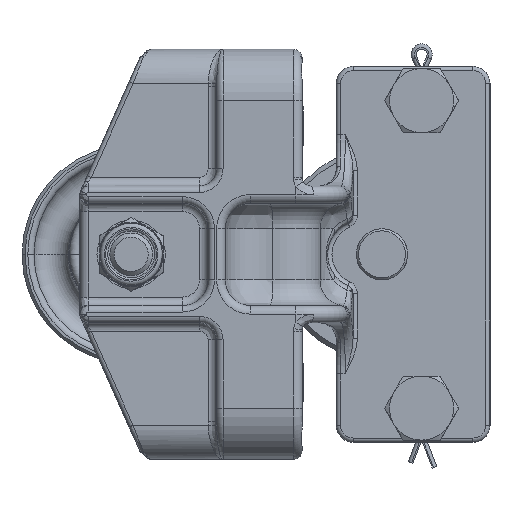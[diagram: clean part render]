
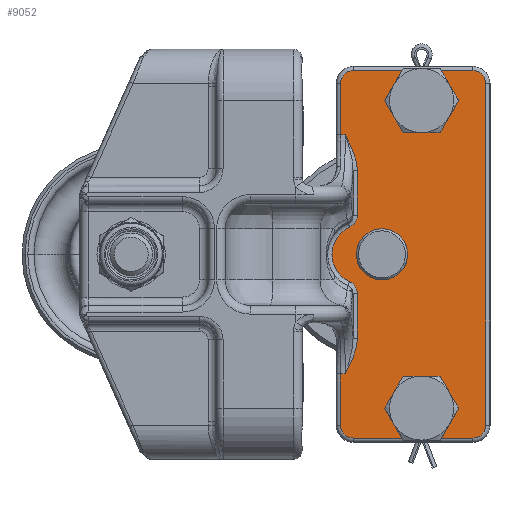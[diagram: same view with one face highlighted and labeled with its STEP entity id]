
A CAD part, left-side view. The second image highlights one B-rep face of the part: STEP entity #9052.
In plain terms, the highlighted face is planar.
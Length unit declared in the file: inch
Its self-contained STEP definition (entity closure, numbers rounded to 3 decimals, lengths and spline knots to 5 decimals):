
#845=CARTESIAN_POINT('',(1.07813,1.,1.25));
#846=VERTEX_POINT('',#845);
#847=CARTESIAN_POINT('',(0.75,1.,1.25));
#848=DIRECTION('',(0.0,0.0,-1.0));
#849=DIRECTION('',(1.0,0.0,0.0));
#850=AXIS2_PLACEMENT_3D('',#847,#848,#849);
#851=CIRCLE('',#850,0.32813);
#852=EDGE_CURVE('',#846,#846,#851,.T.);
#873=CARTESIAN_POINT('',(5.57813,1.,1.25));
#874=VERTEX_POINT('',#873);
#875=CARTESIAN_POINT('',(5.25,1.0,1.25));
#876=DIRECTION('',(0.0,0.0,-1.0));
#877=DIRECTION('',(1.0,0.0,0.0));
#878=AXIS2_PLACEMENT_3D('',#875,#876,#877);
#879=CIRCLE('',#878,0.32813);
#880=EDGE_CURVE('',#874,#874,#879,.T.);
#901=CARTESIAN_POINT('',(2.625,1.58,1.25));
#902=VERTEX_POINT('',#901);
#903=CARTESIAN_POINT('',(3.0,1.58,1.25));
#904=DIRECTION('',(0.0,0.0,-1.0));
#905=DIRECTION('',(1.0,0.0,0.0));
#906=AXIS2_PLACEMENT_3D('',#903,#904,#905);
#907=CIRCLE('',#906,0.375);
#908=EDGE_CURVE('',#902,#902,#907,.T.);
#8456=CARTESIAN_POINT('',(5.6875,2.0,1.25));
#8457=VERTEX_POINT('',#8456);
#8465=CARTESIAN_POINT('',(5.6875,0.25,1.25));
#8466=VERTEX_POINT('',#8465);
#8467=CARTESIAN_POINT('',(5.6875,2.0,1.25));
#8468=DIRECTION('',(0.0,-1.0,0.0));
#8469=VECTOR('',#8468,1.75);
#8470=LINE('',#8467,#8469);
#8471=EDGE_CURVE('',#8457,#8466,#8470,.T.);
#8496=CARTESIAN_POINT('',(5.5,2.1875,1.25));
#8497=VERTEX_POINT('',#8496);
#8505=CARTESIAN_POINT('',(5.5,2.0,1.25));
#8506=DIRECTION('',(0.,0.,-1.0));
#8507=DIRECTION('',(0.707,0.707,0.));
#8508=AXIS2_PLACEMENT_3D('',#8505,#8506,#8507);
#8509=CIRCLE('',#8508,0.1875);
#8510=EDGE_CURVE('',#8497,#8457,#8509,.T.);
#8528=CARTESIAN_POINT('',(5.5,0.0625,1.25));
#8529=VERTEX_POINT('',#8528);
#8547=CARTESIAN_POINT('',(5.5,0.25,1.25));
#8548=DIRECTION('',(0.,0.,-1.0));
#8549=DIRECTION('',(0.707,-0.707,0.));
#8550=AXIS2_PLACEMENT_3D('',#8547,#8548,#8549);
#8551=CIRCLE('',#8550,0.1875);
#8552=EDGE_CURVE('',#8466,#8529,#8551,.T.);
#8562=CARTESIAN_POINT('',(4.75,2.1875,1.25));
#8563=VERTEX_POINT('',#8562);
#8571=CARTESIAN_POINT('',(4.75,2.1875,1.25));
#8572=DIRECTION('',(1.0,0.0,0.0));
#8573=VECTOR('',#8572,0.75);
#8574=LINE('',#8571,#8573);
#8575=EDGE_CURVE('',#8563,#8497,#8574,.T.);
#8587=CARTESIAN_POINT('',(0.5,0.0625,1.25));
#8588=VERTEX_POINT('',#8587);
#8605=CARTESIAN_POINT('',(5.5,0.0625,1.25));
#8606=DIRECTION('',(-1.0,0.0,0.0));
#8607=VECTOR('',#8606,5.);
#8608=LINE('',#8605,#8607);
#8609=EDGE_CURVE('',#8529,#8588,#8608,.T.);
#8645=CARTESIAN_POINT('',(0.3125,0.25,1.25));
#8646=VERTEX_POINT('',#8645);
#8664=CARTESIAN_POINT('',(0.5,0.25,1.25));
#8665=DIRECTION('',(0.,0.,-1.0));
#8666=DIRECTION('',(-0.707,-0.707,0.));
#8667=AXIS2_PLACEMENT_3D('',#8664,#8665,#8666);
#8668=CIRCLE('',#8667,0.1875);
#8669=EDGE_CURVE('',#8588,#8646,#8668,.T.);
#8748=CARTESIAN_POINT('',(0.3125,2.0,1.25));
#8749=VERTEX_POINT('',#8748);
#8766=CARTESIAN_POINT('',(0.3125,0.25,1.25));
#8767=DIRECTION('',(0.0,1.0,0.0));
#8768=VECTOR('',#8767,1.75);
#8769=LINE('',#8766,#8768);
#8770=EDGE_CURVE('',#8646,#8749,#8769,.T.);
#8780=CARTESIAN_POINT('',(0.5,2.1875,1.25));
#8781=VERTEX_POINT('',#8780);
#8799=CARTESIAN_POINT('',(0.5,2.0,1.25));
#8800=DIRECTION('',(0.,0.,-1.0));
#8801=DIRECTION('',(-0.707,0.707,0.));
#8802=AXIS2_PLACEMENT_3D('',#8799,#8800,#8801);
#8803=CIRCLE('',#8802,0.1875);
#8804=EDGE_CURVE('',#8749,#8781,#8803,.T.);
#8814=CARTESIAN_POINT('',(1.25,2.1875,1.25));
#8815=VERTEX_POINT('',#8814);
#8832=CARTESIAN_POINT('',(0.5,2.1875,1.25));
#8833=DIRECTION('',(1.0,0.0,0.0));
#8834=VECTOR('',#8833,0.75);
#8835=LINE('',#8832,#8834);
#8836=EDGE_CURVE('',#8781,#8815,#8835,.T.);
#8942=CARTESIAN_POINT('',(6.0,0.,1.25));
#8943=DIRECTION('',(0.0,0.0,-1.0));
#8944=DIRECTION('',(-1.0,0.0,0.0));
#8945=AXIS2_PLACEMENT_3D('',#8942,#8943,#8944);
#8946=PLANE('',#8945);
#8947=ORIENTED_EDGE('',*,*,#8836,.F.);
#8948=ORIENTED_EDGE('',*,*,#8804,.F.);
#8949=ORIENTED_EDGE('',*,*,#8770,.F.);
#8950=ORIENTED_EDGE('',*,*,#8669,.F.);
#8951=ORIENTED_EDGE('',*,*,#8609,.F.);
#8952=ORIENTED_EDGE('',*,*,#8552,.F.);
#8953=ORIENTED_EDGE('',*,*,#8471,.F.);
#8954=ORIENTED_EDGE('',*,*,#8510,.F.);
#8955=ORIENTED_EDGE('',*,*,#8575,.F.);
#8956=CARTESIAN_POINT('',(4.75,2.11656,1.25));
#8957=VERTEX_POINT('',#8956);
#8958=CARTESIAN_POINT('',(4.75,2.11656,1.25));
#8959=DIRECTION('',(0.0,1.0,0.0));
#8960=VECTOR('',#8959,0.07094);
#8961=LINE('',#8958,#8960);
#8962=EDGE_CURVE('',#8957,#8563,#8961,.T.);
#8963=ORIENTED_EDGE('',*,*,#8962,.F.);
#8964=CARTESIAN_POINT('',(4.22577,1.94172,1.25));
#8965=VERTEX_POINT('',#8964);
#8966=CARTESIAN_POINT('',(4.22577,1.94172,1.25));
#8967=CARTESIAN_POINT('',(4.2999,1.94172,1.25));
#8968=CARTESIAN_POINT('',(4.41109,1.96505,1.25));
#8969=CARTESIAN_POINT('',(4.58366,2.03099,1.25));
#8970=CARTESIAN_POINT('',(4.68364,2.08191,1.25));
#8971=CARTESIAN_POINT('',(4.74956,2.11634,1.25));
#8972=CARTESIAN_POINT('',(4.74978,2.11645,1.25));
#8973=CARTESIAN_POINT('',(4.75,2.11656,1.25));
#8974=B_SPLINE_CURVE_WITH_KNOTS('',3,(#8966,#8967,#8968,#8969,#8970,#8971,#8972,#8973),.UNSPECIFIED.,.F.,.U.,(4,1,1,2,4),(-1.41216,-0.8473,-0.56487,0.0,0.00189),.UNSPECIFIED.);
#8975=EDGE_CURVE('',#8965,#8957,#8974,.T.);
#8976=ORIENTED_EDGE('',*,*,#8975,.F.);
#8977=CARTESIAN_POINT('',(3.57117,1.94172,1.25));
#8978=VERTEX_POINT('',#8977);
#8979=CARTESIAN_POINT('',(3.57117,1.94172,1.25));
#8980=DIRECTION('',(1.0,0.0,0.0));
#8981=VECTOR('',#8980,0.65461);
#8982=LINE('',#8979,#8981);
#8983=EDGE_CURVE('',#8978,#8965,#8982,.T.);
#8984=ORIENTED_EDGE('',*,*,#8983,.F.);
#8985=CARTESIAN_POINT('',(3.39953,2.05327,1.25));
#8986=VERTEX_POINT('',#8985);
#8987=CARTESIAN_POINT('',(3.39953,2.05327,1.25));
#8988=CARTESIAN_POINT('',(3.41205,2.02521,1.25));
#8989=CARTESIAN_POINT('',(3.45791,1.9665,1.25));
#8990=CARTESIAN_POINT('',(3.53019,1.94172,1.25));
#8991=CARTESIAN_POINT('',(3.57117,1.94172,1.25));
#8992=B_SPLINE_CURVE_WITH_KNOTS('',3,(#8987,#8988,#8989,#8990,#8991),.UNSPECIFIED.,.F.,.U.,(4,1,4),(-0.54642,-0.31224,0.0),.UNSPECIFIED.);
#8993=EDGE_CURVE('',#8986,#8978,#8992,.T.);
#8994=ORIENTED_EDGE('',*,*,#8993,.F.);
#8995=CARTESIAN_POINT('',(2.60047,2.05327,1.25));
#8996=VERTEX_POINT('',#8995);
#8997=CARTESIAN_POINT('',(3.0,1.875,1.25));
#8998=DIRECTION('',(0.0,0.0,-1.0));
#8999=DIRECTION('',(0.0,1.0,0.0));
#9000=AXIS2_PLACEMENT_3D('',#8997,#8998,#8999);
#9001=CIRCLE('',#9000,0.4375);
#9002=EDGE_CURVE('',#8996,#8986,#9001,.T.);
#9003=ORIENTED_EDGE('',*,*,#9002,.F.);
#9004=CARTESIAN_POINT('',(2.42883,1.94172,1.25));
#9005=VERTEX_POINT('',#9004);
#9006=CARTESIAN_POINT('',(2.42883,1.94172,1.25));
#9007=CARTESIAN_POINT('',(2.45957,1.94172,1.25));
#9008=CARTESIAN_POINT('',(2.53185,1.95982,1.25));
#9009=CARTESIAN_POINT('',(2.58377,2.01585,1.25));
#9010=CARTESIAN_POINT('',(2.60047,2.05327,1.25));
#9011=B_SPLINE_CURVE_WITH_KNOTS('',3,(#9006,#9007,#9008,#9009,#9010),.UNSPECIFIED.,.F.,.U.,(4,1,4),(-0.54642,-0.31224,0.0),.UNSPECIFIED.);
#9012=EDGE_CURVE('',#9005,#8996,#9011,.T.);
#9013=ORIENTED_EDGE('',*,*,#9012,.F.);
#9014=CARTESIAN_POINT('',(1.77423,1.94172,1.25));
#9015=VERTEX_POINT('',#9014);
#9016=CARTESIAN_POINT('',(1.77423,1.94172,1.25));
#9017=DIRECTION('',(1.0,0.0,0.0));
#9018=VECTOR('',#9017,0.65461);
#9019=LINE('',#9016,#9018);
#9020=EDGE_CURVE('',#9015,#9005,#9019,.T.);
#9021=ORIENTED_EDGE('',*,*,#9020,.F.);
#9022=CARTESIAN_POINT('',(1.25,2.11656,1.25));
#9023=VERTEX_POINT('',#9022);
#9024=CARTESIAN_POINT('',(1.25,2.11656,1.25));
#9025=CARTESIAN_POINT('',(1.25022,2.11645,1.25));
#9026=CARTESIAN_POINT('',(1.25044,2.11634,1.25));
#9027=CARTESIAN_POINT('',(1.31636,2.08191,1.25));
#9028=CARTESIAN_POINT('',(1.41633,2.031,1.25));
#9029=CARTESIAN_POINT('',(1.5889,1.96506,1.25));
#9030=CARTESIAN_POINT('',(1.7001,1.94172,1.25));
#9031=CARTESIAN_POINT('',(1.77423,1.94172,1.25));
#9032=B_SPLINE_CURVE_WITH_KNOTS('',3,(#9024,#9025,#9026,#9027,#9028,#9029,#9030,#9031),.UNSPECIFIED.,.F.,.U.,(4,2,1,1,4),(-1.41405,-1.41216,-0.8473,-0.56487,0.0),.UNSPECIFIED.);
#9033=EDGE_CURVE('',#9023,#9015,#9032,.T.);
#9034=ORIENTED_EDGE('',*,*,#9033,.F.);
#9035=CARTESIAN_POINT('',(1.25,2.1875,1.25));
#9036=DIRECTION('',(0.0,-1.0,0.0));
#9037=VECTOR('',#9036,0.07094);
#9038=LINE('',#9035,#9037);
#9039=EDGE_CURVE('',#8815,#9023,#9038,.T.);
#9040=ORIENTED_EDGE('',*,*,#9039,.F.);
#9041=EDGE_LOOP('',(#8947,#8948,#8949,#8950,#8951,#8952,#8953,#8954,#8955,#8963,#8976,#8984,#8994,#9003,#9013,#9021,#9034,#9040));
#9042=FACE_OUTER_BOUND('',#9041,.T.);
#9043=ORIENTED_EDGE('',*,*,#852,.T.);
#9044=EDGE_LOOP('',(#9043));
#9045=FACE_BOUND('',#9044,.T.);
#9046=ORIENTED_EDGE('',*,*,#880,.T.);
#9047=EDGE_LOOP('',(#9046));
#9048=FACE_BOUND('',#9047,.T.);
#9049=ORIENTED_EDGE('',*,*,#908,.T.);
#9050=EDGE_LOOP('',(#9049));
#9051=FACE_BOUND('',#9050,.T.);
#9052=ADVANCED_FACE('',(#9042,#9045,#9048,#9051),#8946,.F.);
